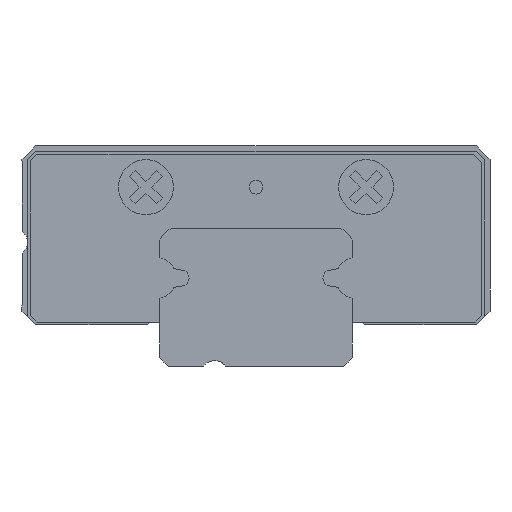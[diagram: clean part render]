
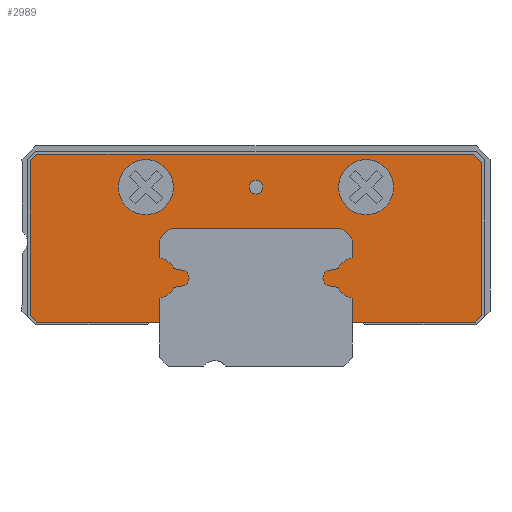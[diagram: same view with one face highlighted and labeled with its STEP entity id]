
A CAD part, front view. The second image highlights one B-rep face of the part: STEP entity #2989.
In plain terms, the highlighted planar face has unit normal (0, -1, 0).
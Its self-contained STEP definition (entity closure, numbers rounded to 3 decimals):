
#99=LINE('',#5387,#454);
#100=LINE('',#5390,#455);
#101=LINE('',#5392,#456);
#102=LINE('',#5394,#457);
#103=LINE('',#5396,#458);
#104=LINE('',#5398,#459);
#105=LINE('',#5400,#460);
#106=LINE('',#5402,#461);
#107=LINE('',#5404,#462);
#108=LINE('',#5408,#463);
#109=LINE('',#5412,#464);
#110=LINE('',#5416,#465);
#111=LINE('',#5420,#466);
#112=LINE('',#5424,#467);
#113=LINE('',#5428,#468);
#114=LINE('',#5432,#469);
#115=LINE('',#5436,#470);
#116=LINE('',#5438,#471);
#454=VECTOR('',#4535,1000.);
#455=VECTOR('',#4536,1000.);
#456=VECTOR('',#4537,1000.);
#457=VECTOR('',#4538,1000.);
#458=VECTOR('',#4539,1000.);
#459=VECTOR('',#4540,1000.);
#460=VECTOR('',#4541,1000.);
#461=VECTOR('',#4542,1000.);
#462=VECTOR('',#4543,1000.);
#463=VECTOR('',#4546,1000.);
#464=VECTOR('',#4549,1000.);
#465=VECTOR('',#4552,1000.);
#466=VECTOR('',#4555,1000.);
#467=VECTOR('',#4558,1000.);
#468=VECTOR('',#4561,1000.);
#469=VECTOR('',#4564,1000.);
#470=VECTOR('',#4567,1000.);
#471=VECTOR('',#4568,1000.);
#761=PLANE('',#4145);
#1073=ORIENTED_EDGE('',*,*,#1845,.F.);
#1074=ORIENTED_EDGE('',*,*,#1846,.F.);
#1075=ORIENTED_EDGE('',*,*,#1847,.T.);
#1076=ORIENTED_EDGE('',*,*,#1848,.T.);
#1077=ORIENTED_EDGE('',*,*,#1849,.T.);
#1078=ORIENTED_EDGE('',*,*,#1850,.T.);
#1079=ORIENTED_EDGE('',*,*,#1851,.T.);
#1080=ORIENTED_EDGE('',*,*,#1852,.T.);
#1081=ORIENTED_EDGE('',*,*,#1853,.T.);
#1082=ORIENTED_EDGE('',*,*,#1854,.T.);
#1083=ORIENTED_EDGE('',*,*,#1855,.T.);
#1084=ORIENTED_EDGE('',*,*,#1856,.T.);
#1085=ORIENTED_EDGE('',*,*,#1857,.T.);
#1086=ORIENTED_EDGE('',*,*,#1858,.T.);
#1087=ORIENTED_EDGE('',*,*,#1859,.T.);
#1088=ORIENTED_EDGE('',*,*,#1860,.T.);
#1089=ORIENTED_EDGE('',*,*,#1861,.T.);
#1090=ORIENTED_EDGE('',*,*,#1862,.T.);
#1091=ORIENTED_EDGE('',*,*,#1863,.T.);
#1092=ORIENTED_EDGE('',*,*,#1864,.T.);
#1093=ORIENTED_EDGE('',*,*,#1865,.T.);
#1094=ORIENTED_EDGE('',*,*,#1866,.T.);
#1095=ORIENTED_EDGE('',*,*,#1867,.T.);
#1096=ORIENTED_EDGE('',*,*,#1868,.T.);
#1097=ORIENTED_EDGE('',*,*,#1869,.T.);
#1098=ORIENTED_EDGE('',*,*,#1870,.T.);
#1099=ORIENTED_EDGE('',*,*,#1871,.T.);
#1100=ORIENTED_EDGE('',*,*,#1872,.T.);
#1101=ORIENTED_EDGE('',*,*,#1873,.F.);
#1845=EDGE_CURVE('',#2248,#2248,#2500,.T.);
#1846=EDGE_CURVE('',#2249,#2249,#2501,.T.);
#1847=EDGE_CURVE('',#2250,#2251,#99,.T.);
#1848=EDGE_CURVE('',#2251,#2252,#100,.T.);
#1849=EDGE_CURVE('',#2252,#2253,#101,.T.);
#1850=EDGE_CURVE('',#2253,#2254,#102,.T.);
#1851=EDGE_CURVE('',#2254,#2255,#103,.T.);
#1852=EDGE_CURVE('',#2255,#2256,#104,.T.);
#1853=EDGE_CURVE('',#2256,#2257,#105,.T.);
#1854=EDGE_CURVE('',#2257,#2258,#106,.T.);
#1855=EDGE_CURVE('',#2258,#2259,#107,.T.);
#1856=EDGE_CURVE('',#2259,#2260,#2502,.T.);
#1857=EDGE_CURVE('',#2260,#2261,#108,.T.);
#1858=EDGE_CURVE('',#2261,#2262,#2503,.T.);
#1859=EDGE_CURVE('',#2262,#2263,#109,.T.);
#1860=EDGE_CURVE('',#2263,#2264,#2504,.T.);
#1861=EDGE_CURVE('',#2264,#2265,#110,.T.);
#1862=EDGE_CURVE('',#2265,#2266,#2505,.T.);
#1863=EDGE_CURVE('',#2266,#2267,#111,.T.);
#1864=EDGE_CURVE('',#2267,#2268,#2506,.T.);
#1865=EDGE_CURVE('',#2268,#2269,#112,.T.);
#1866=EDGE_CURVE('',#2269,#2270,#2507,.T.);
#1867=EDGE_CURVE('',#2270,#2271,#113,.T.);
#1868=EDGE_CURVE('',#2271,#2272,#2508,.T.);
#1869=EDGE_CURVE('',#2272,#2273,#114,.T.);
#1870=EDGE_CURVE('',#2273,#2274,#2509,.T.);
#1871=EDGE_CURVE('',#2274,#2275,#115,.T.);
#1872=EDGE_CURVE('',#2275,#2250,#116,.T.);
#1873=EDGE_CURVE('',#2276,#2276,#2510,.T.);
#2248=VERTEX_POINT('',#5384);
#2249=VERTEX_POINT('',#5386);
#2250=VERTEX_POINT('',#5388);
#2251=VERTEX_POINT('',#5389);
#2252=VERTEX_POINT('',#5391);
#2253=VERTEX_POINT('',#5393);
#2254=VERTEX_POINT('',#5395);
#2255=VERTEX_POINT('',#5397);
#2256=VERTEX_POINT('',#5399);
#2257=VERTEX_POINT('',#5401);
#2258=VERTEX_POINT('',#5403);
#2259=VERTEX_POINT('',#5405);
#2260=VERTEX_POINT('',#5407);
#2261=VERTEX_POINT('',#5409);
#2262=VERTEX_POINT('',#5411);
#2263=VERTEX_POINT('',#5413);
#2264=VERTEX_POINT('',#5415);
#2265=VERTEX_POINT('',#5417);
#2266=VERTEX_POINT('',#5419);
#2267=VERTEX_POINT('',#5421);
#2268=VERTEX_POINT('',#5423);
#2269=VERTEX_POINT('',#5425);
#2270=VERTEX_POINT('',#5427);
#2271=VERTEX_POINT('',#5429);
#2272=VERTEX_POINT('',#5431);
#2273=VERTEX_POINT('',#5433);
#2274=VERTEX_POINT('',#5435);
#2275=VERTEX_POINT('',#5437);
#2276=VERTEX_POINT('',#5440);
#2500=CIRCLE('',#4146,0.25);
#2501=CIRCLE('',#4147,1.);
#2502=CIRCLE('',#4148,0.75);
#2503=CIRCLE('',#4149,0.32);
#2504=CIRCLE('',#4150,0.75);
#2505=CIRCLE('',#4151,0.95);
#2506=CIRCLE('',#4152,0.95);
#2507=CIRCLE('',#4153,0.75);
#2508=CIRCLE('',#4154,0.32);
#2509=CIRCLE('',#4155,0.75);
#2510=CIRCLE('',#4156,1.);
#2574=EDGE_LOOP('',(#1073));
#2575=EDGE_LOOP('',(#1074));
#2576=EDGE_LOOP('',(#1075,#1076,#1077,#1078,#1079,#1080,#1081,#1082,#1083,
#1084,#1085,#1086,#1087,#1088,#1089,#1090,#1091,#1092,#1093,#1094,#1095,
#1096,#1097,#1098,#1099,#1100));
#2577=EDGE_LOOP('',(#1101));
#2771=FACE_BOUND('',#2574,.T.);
#2772=FACE_BOUND('',#2575,.T.);
#2773=FACE_BOUND('',#2576,.T.);
#2774=FACE_BOUND('',#2577,.T.);
#2989=ADVANCED_FACE('',(#2771,#2772,#2773,#2774),#761,.T.);
#4145=AXIS2_PLACEMENT_3D('',#5382,#4529,#4530);
#4146=AXIS2_PLACEMENT_3D('',#5383,#4531,#4532);
#4147=AXIS2_PLACEMENT_3D('',#5385,#4533,#4534);
#4148=AXIS2_PLACEMENT_3D('',#5406,#4544,#4545);
#4149=AXIS2_PLACEMENT_3D('',#5410,#4547,#4548);
#4150=AXIS2_PLACEMENT_3D('',#5414,#4550,#4551);
#4151=AXIS2_PLACEMENT_3D('',#5418,#4553,#4554);
#4152=AXIS2_PLACEMENT_3D('',#5422,#4556,#4557);
#4153=AXIS2_PLACEMENT_3D('',#5426,#4559,#4560);
#4154=AXIS2_PLACEMENT_3D('',#5430,#4562,#4563);
#4155=AXIS2_PLACEMENT_3D('',#5434,#4565,#4566);
#4156=AXIS2_PLACEMENT_3D('',#5439,#4569,#4570);
#4529=DIRECTION('',(0.,-1.,0.));
#4530=DIRECTION('',(0.,0.,-1.));
#4531=DIRECTION('',(0.,-1.,0.));
#4532=DIRECTION('',(1.,0.,0.));
#4533=DIRECTION('',(0.,-1.,0.));
#4534=DIRECTION('',(1.,0.,0.));
#4535=DIRECTION('',(0.707,0.,0.707));
#4536=DIRECTION('',(0.,0.,1.));
#4537=DIRECTION('',(-0.707,0.,0.707));
#4538=DIRECTION('',(-1.,0.,0.));
#4539=DIRECTION('',(-0.707,0.,-0.707));
#4540=DIRECTION('',(0.,0.,-1.));
#4541=DIRECTION('',(0.707,0.,-0.707));
#4542=DIRECTION('',(1.,0.,0.));
#4543=DIRECTION('',(0.,0.,1.));
#4544=DIRECTION('',(0.,-1.,0.));
#4545=DIRECTION('',(1.,0.,0.));
#4546=DIRECTION('',(0.985,0.,0.174));
#4547=DIRECTION('',(0.,-1.,0.));
#4548=DIRECTION('',(-1.,0.,0.));
#4549=DIRECTION('',(-0.985,0.,0.174));
#4550=DIRECTION('',(0.,-1.,0.));
#4551=DIRECTION('',(1.,0.,0.));
#4552=DIRECTION('',(0.,0.,1.));
#4553=DIRECTION('',(0.,1.,0.));
#4554=DIRECTION('',(1.,0.,0.));
#4555=DIRECTION('',(1.,0.,0.));
#4556=DIRECTION('',(0.,1.,0.));
#4557=DIRECTION('',(1.,0.,0.));
#4558=DIRECTION('',(0.,0.,-1.));
#4559=DIRECTION('',(0.,-1.,0.));
#4560=DIRECTION('',(1.,0.,0.));
#4561=DIRECTION('',(-0.985,0.,-0.174));
#4562=DIRECTION('',(0.,-1.,0.));
#4563=DIRECTION('',(1.,0.,0.));
#4564=DIRECTION('',(0.985,0.,-0.174));
#4565=DIRECTION('',(0.,-1.,0.));
#4566=DIRECTION('',(1.,0.,0.));
#4567=DIRECTION('',(0.,0.,-1.));
#4568=DIRECTION('',(1.,0.,0.));
#4569=DIRECTION('',(0.,-1.,0.));
#4570=DIRECTION('',(1.,0.,0.));
#5382=CARTESIAN_POINT('',(-3.65,-9.2,3.2));
#5383=CARTESIAN_POINT('',(0.,-9.2,6.5));
#5384=CARTESIAN_POINT('',(0.25,-9.2,6.5));
#5385=CARTESIAN_POINT('',(-4.,-9.2,6.5));
#5386=CARTESIAN_POINT('',(-3.,-9.2,6.5));
#5387=CARTESIAN_POINT('',(7.959,-9.2,1.6));
#5388=CARTESIAN_POINT('',(7.959,-9.2,1.6));
#5389=CARTESIAN_POINT('',(8.2,-9.2,1.841));
#5390=CARTESIAN_POINT('',(8.2,-9.2,1.841));
#5391=CARTESIAN_POINT('',(8.2,-9.2,7.4));
#5392=CARTESIAN_POINT('',(7.9,-9.2,7.7));
#5393=CARTESIAN_POINT('',(7.9,-9.2,7.7));
#5394=CARTESIAN_POINT('',(7.9,-9.2,7.7));
#5395=CARTESIAN_POINT('',(-7.959,-9.2,7.7));
#5396=CARTESIAN_POINT('',(-7.959,-9.2,7.7));
#5397=CARTESIAN_POINT('',(-8.2,-9.2,7.459));
#5398=CARTESIAN_POINT('',(-8.2,-9.2,7.459));
#5399=CARTESIAN_POINT('',(-8.2,-9.2,1.841));
#5400=CARTESIAN_POINT('',(-8.2,-9.2,1.841));
#5401=CARTESIAN_POINT('',(-7.959,-9.2,1.6));
#5402=CARTESIAN_POINT('',(-7.959,-9.2,1.6));
#5403=CARTESIAN_POINT('',(-3.5,-9.2,1.6));
#5404=CARTESIAN_POINT('',(-3.5,-9.2,1.6));
#5405=CARTESIAN_POINT('',(-3.5,-9.2,2.465));
#5406=CARTESIAN_POINT('',(-3.65,-9.2,3.2));
#5407=CARTESIAN_POINT('',(-2.983,-9.2,2.858));
#5408=CARTESIAN_POINT('',(-2.983,-9.2,2.858));
#5409=CARTESIAN_POINT('',(-2.581,-9.2,2.929));
#5410=CARTESIAN_POINT('',(-2.75,-9.2,3.2));
#5411=CARTESIAN_POINT('',(-2.581,-9.2,3.471));
#5412=CARTESIAN_POINT('',(-2.581,-9.2,3.471));
#5413=CARTESIAN_POINT('',(-2.983,-9.2,3.542));
#5414=CARTESIAN_POINT('',(-3.65,-9.2,3.2));
#5415=CARTESIAN_POINT('',(-3.5,-9.2,3.935));
#5416=CARTESIAN_POINT('',(-3.5,-9.2,3.935));
#5417=CARTESIAN_POINT('',(-3.5,-9.2,4.574));
#5418=CARTESIAN_POINT('',(-2.65,-9.2,4.15));
#5419=CARTESIAN_POINT('',(-3.074,-9.2,5.));
#5420=CARTESIAN_POINT('',(-3.074,-9.2,5.));
#5421=CARTESIAN_POINT('',(3.074,-9.2,5.));
#5422=CARTESIAN_POINT('',(2.65,-9.2,4.15));
#5423=CARTESIAN_POINT('',(3.5,-9.2,4.574));
#5424=CARTESIAN_POINT('',(3.5,-9.2,4.574));
#5425=CARTESIAN_POINT('',(3.5,-9.2,3.935));
#5426=CARTESIAN_POINT('',(3.65,-9.2,3.2));
#5427=CARTESIAN_POINT('',(2.983,-9.2,3.542));
#5428=CARTESIAN_POINT('',(2.983,-9.2,3.542));
#5429=CARTESIAN_POINT('',(2.581,-9.2,3.471));
#5430=CARTESIAN_POINT('',(2.75,-9.2,3.2));
#5431=CARTESIAN_POINT('',(2.581,-9.2,2.929));
#5432=CARTESIAN_POINT('',(2.581,-9.2,2.929));
#5433=CARTESIAN_POINT('',(2.983,-9.2,2.858));
#5434=CARTESIAN_POINT('',(3.65,-9.2,3.2));
#5435=CARTESIAN_POINT('',(3.5,-9.2,2.465));
#5436=CARTESIAN_POINT('',(3.5,-9.2,2.465));
#5437=CARTESIAN_POINT('',(3.5,-9.2,1.6));
#5438=CARTESIAN_POINT('',(3.5,-9.2,1.6));
#5439=CARTESIAN_POINT('',(4.,-9.2,6.5));
#5440=CARTESIAN_POINT('',(5.,-9.2,6.5));
